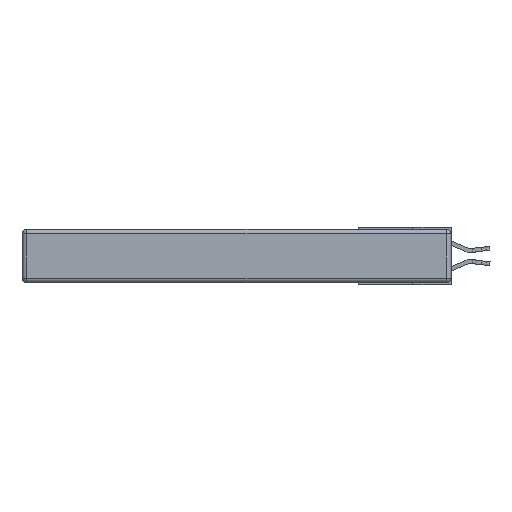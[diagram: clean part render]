
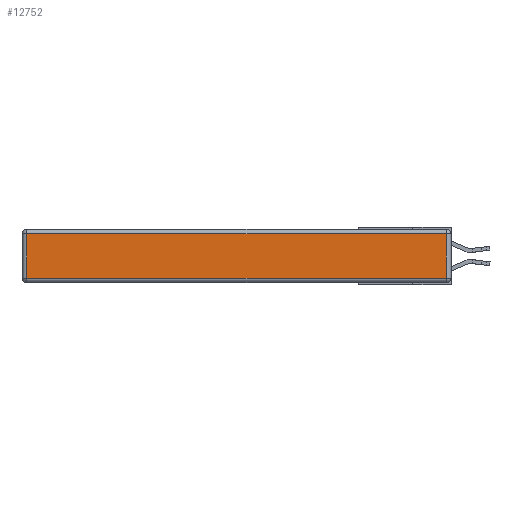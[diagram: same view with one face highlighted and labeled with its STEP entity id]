
A CAD part, left-side view. The second image highlights one B-rep face of the part: STEP entity #12752.
In plain terms, the highlighted planar face has unit normal (-1, 0, 0).
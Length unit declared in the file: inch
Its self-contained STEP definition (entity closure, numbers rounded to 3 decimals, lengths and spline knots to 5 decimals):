
#935 = LINE ( 'NONE', #8931, #7908 ) ;
#947 = VECTOR ( 'NONE', #13193, 39.37008 ) ;
#1331 = LINE ( 'NONE', #4706, #947 ) ;
#1677 = ORIENTED_EDGE ( 'NONE', *, *, #14909, .T. ) ;
#1893 = CARTESIAN_POINT ( 'NONE',  ( 0., 2.72, -0.343 ) ) ;
#2054 = DIRECTION ( 'NONE',  ( 0., 0., -1. ) ) ;
#2155 = DIRECTION ( 'NONE',  ( 0., 0., 1. ) ) ;
#4028 = CARTESIAN_POINT ( 'NONE',  ( 0., 0., -0.343 ) ) ;
#4179 = PLANE ( 'NONE',  #12558 ) ;
#4706 = CARTESIAN_POINT ( 'NONE',  ( 0., 0., -0.313 ) ) ;
#5578 = CARTESIAN_POINT ( 'NONE',  ( 0., 0.03, -0.343 ) ) ;
#6023 = EDGE_CURVE ( 'NONE', #13251, #8868, #11824, .T. ) ;
#6076 = ORIENTED_EDGE ( 'NONE', *, *, #12319, .T. ) ;
#6435 = DIRECTION ( 'NONE',  ( 0., 0., 1. ) ) ;
#6458 = VERTEX_POINT ( 'NONE', #14067 ) ;
#6716 = VECTOR ( 'NONE', #2054, 39.37008 ) ;
#7441 = VECTOR ( 'NONE', #2155, 39.37008 ) ;
#7470 = ORIENTED_EDGE ( 'NONE', *, *, #6023, .T. ) ;
#7908 = VECTOR ( 'NONE', #13726, 39.37008 ) ;
#8088 = FACE_OUTER_BOUND ( 'NONE', #12344, .T. ) ;
#8868 = VERTEX_POINT ( 'NONE', #14555 ) ;
#8931 = CARTESIAN_POINT ( 'NONE',  ( 0., 2.75, -0.03 ) ) ;
#9250 = ORIENTED_EDGE ( 'NONE', *, *, #11992, .T. ) ;
#9953 = CARTESIAN_POINT ( 'NONE',  ( 0., 0.03, -0.313 ) ) ;
#11121 = CARTESIAN_POINT ( 'NONE',  ( 0., 2.72, -0.03 ) ) ;
#11824 = LINE ( 'NONE', #1893, #6716 ) ;
#11992 = EDGE_CURVE ( 'NONE', #8868, #12745, #1331, .T. ) ;
#12319 = EDGE_CURVE ( 'NONE', #6458, #13251, #935, .T. ) ;
#12344 = EDGE_LOOP ( 'NONE', ( #9250, #1677, #6076, #7470 ) ) ;
#12551 = LINE ( 'NONE', #5578, #7441 ) ;
#12553 = DIRECTION ( 'NONE',  ( -1., 0., 0. ) ) ;
#12558 = AXIS2_PLACEMENT_3D ( 'NONE', #4028, #12553, #6435 ) ;
#12745 = VERTEX_POINT ( 'NONE', #9953 ) ;
#12752 = ADVANCED_FACE ( 'NONE', ( #8088 ), #4179, .T. ) ;
#13193 = DIRECTION ( 'NONE',  ( 0., -1., 0. ) ) ;
#13251 = VERTEX_POINT ( 'NONE', #11121 ) ;
#13726 = DIRECTION ( 'NONE',  ( 0., 1., 0. ) ) ;
#14067 = CARTESIAN_POINT ( 'NONE',  ( 0., 0.03, -0.03 ) ) ;
#14555 = CARTESIAN_POINT ( 'NONE',  ( 0., 2.72, -0.313 ) ) ;
#14909 = EDGE_CURVE ( 'NONE', #12745, #6458, #12551, .T. ) ;
